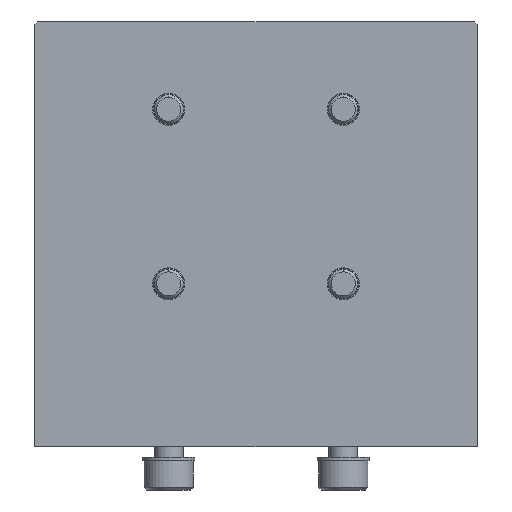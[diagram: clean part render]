
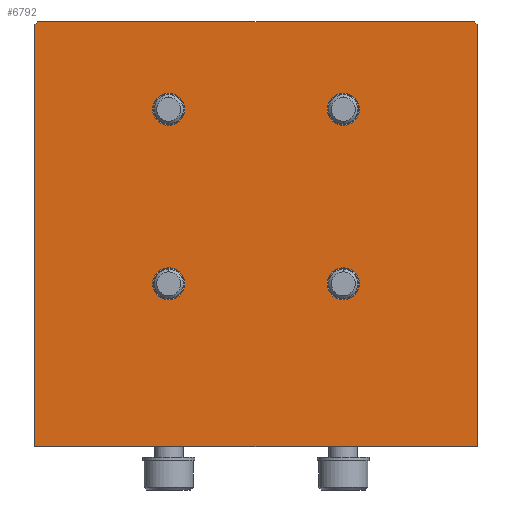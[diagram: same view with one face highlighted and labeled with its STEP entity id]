
A CAD part, front view. The second image highlights one B-rep face of the part: STEP entity #6792.
In plain terms, the highlighted planar face has unit normal (0, -1, 0).
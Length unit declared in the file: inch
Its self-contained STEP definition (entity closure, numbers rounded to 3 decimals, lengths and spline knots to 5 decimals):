
#33 = DIRECTION ( 'NONE',  ( 0., 0., -1. ) ) ;
#45 = AXIS2_PLACEMENT_3D ( 'NONE', #6776, #485, #536 ) ;
#93 = PLANE ( 'NONE',  #327 ) ;
#119 = LINE ( 'NONE', #713, #3545 ) ;
#136 = DIRECTION ( 'NONE',  ( 0., 1., 0. ) ) ;
#186 = ORIENTED_EDGE ( 'NONE', *, *, #7495, .F. ) ;
#214 = ORIENTED_EDGE ( 'NONE', *, *, #2252, .F. ) ;
#327 = AXIS2_PLACEMENT_3D ( 'NONE', #6078, #136, #6923 ) ;
#463 = VERTEX_POINT ( 'NONE', #7151 ) ;
#485 = DIRECTION ( 'NONE',  ( 0., -1., 0. ) ) ;
#489 = DIRECTION ( 'NONE',  ( -0.707, 0., -0.707 ) ) ;
#528 = LINE ( 'NONE', #4623, #5087 ) ;
#536 = DIRECTION ( 'NONE',  ( 0., 0., -1. ) ) ;
#560 = CARTESIAN_POINT ( 'NONE',  ( 0.59055, 0., 0.99409 ) ) ;
#641 = LINE ( 'NONE', #6922, #7586 ) ;
#650 = LINE ( 'NONE', #4694, #740 ) ;
#713 = CARTESIAN_POINT ( 'NONE',  ( 1.49606, 0., 0. ) ) ;
#740 = VECTOR ( 'NONE', #2695, 39.37008 ) ;
#760 = CARTESIAN_POINT ( 'NONE',  ( 0.59055, 0., 2.1752 ) ) ;
#844 = DIRECTION ( 'NONE',  ( 0., 0., -1. ) ) ;
#943 = VERTEX_POINT ( 'NONE', #3674 ) ;
#959 = DIRECTION ( 'NONE',  ( 0., 0., -1. ) ) ;
#994 = DIRECTION ( 'NONE',  ( 0., 0., -1. ) ) ;
#1193 = DIRECTION ( 'NONE',  ( 0., -1., 0. ) ) ;
#1278 = EDGE_CURVE ( 'NONE', #3237, #4308, #3261, .T. ) ;
#1279 = DIRECTION ( 'NONE',  ( 0., 0., -1. ) ) ;
#1328 = CARTESIAN_POINT ( 'NONE',  ( -0.59055, 0., 1.10236 ) ) ;
#1347 = AXIS2_PLACEMENT_3D ( 'NONE', #2824, #1524, #6882 ) ;
#1524 = DIRECTION ( 'NONE',  ( 0., -1., 0. ) ) ;
#1536 = EDGE_CURVE ( 'NONE', #3363, #6099, #119, .T. ) ;
#1700 = ORIENTED_EDGE ( 'NONE', *, *, #7107, .F. ) ;
#1716 = ORIENTED_EDGE ( 'NONE', *, *, #4526, .F. ) ;
#1811 = EDGE_CURVE ( 'NONE', #4551, #6099, #528, .T. ) ;
#1841 = FACE_BOUND ( 'NONE', #8167, .T. ) ;
#1949 = DIRECTION ( 'NONE',  ( 0., -1., 0. ) ) ;
#1990 = EDGE_CURVE ( 'NONE', #3900, #4170, #4958, .T. ) ;
#2023 = EDGE_CURVE ( 'NONE', #4170, #3900, #2977, .T. ) ;
#2226 = CARTESIAN_POINT ( 'NONE',  ( -1.49606, 0., 0. ) ) ;
#2235 = EDGE_LOOP ( 'NONE', ( #1716, #2930 ) ) ;
#2252 = EDGE_CURVE ( 'NONE', #4551, #4308, #650, .T. ) ;
#2357 = ORIENTED_EDGE ( 'NONE', *, *, #1536, .F. ) ;
#2413 = ORIENTED_EDGE ( 'NONE', *, *, #7163, .F. ) ;
#2414 = AXIS2_PLACEMENT_3D ( 'NONE', #6678, #2707, #1279 ) ;
#2443 = ORIENTED_EDGE ( 'NONE', *, *, #1278, .T. ) ;
#2695 = DIRECTION ( 'NONE',  ( 0., 0., 1. ) ) ;
#2700 = CARTESIAN_POINT ( 'NONE',  ( -0.59055, 0., 1.10236 ) ) ;
#2707 = DIRECTION ( 'NONE',  ( 0., -1., 0. ) ) ;
#2764 = CIRCLE ( 'NONE', #45, 0.10827 ) ;
#2824 = CARTESIAN_POINT ( 'NONE',  ( 0.59055, 0., 2.28346 ) ) ;
#2899 = CIRCLE ( 'NONE', #7878, 0.10827 ) ;
#2930 = ORIENTED_EDGE ( 'NONE', *, *, #3240, .F. ) ;
#2977 = CIRCLE ( 'NONE', #7961, 0.10827 ) ;
#3002 = VECTOR ( 'NONE', #7786, 39.37008 ) ;
#3222 = EDGE_LOOP ( 'NONE', ( #2413, #4146 ) ) ;
#3237 = VERTEX_POINT ( 'NONE', #8202 ) ;
#3240 = EDGE_CURVE ( 'NONE', #4374, #3558, #5113, .T. ) ;
#3261 = LINE ( 'NONE', #3303, #8831 ) ;
#3288 = DIRECTION ( 'NONE',  ( 0., 0., -1. ) ) ;
#3292 = DIRECTION ( 'NONE',  ( 1., 0., 0. ) ) ;
#3303 = CARTESIAN_POINT ( 'NONE',  ( -1.47638, 0., 2.87402 ) ) ;
#3363 = VERTEX_POINT ( 'NONE', #4182 ) ;
#3372 = ORIENTED_EDGE ( 'NONE', *, *, #1990, .F. ) ;
#3451 = CARTESIAN_POINT ( 'NONE',  ( 1.47638, 0., 2.87402 ) ) ;
#3452 = EDGE_CURVE ( 'NONE', #6820, #3363, #8545, .T. ) ;
#3545 = VECTOR ( 'NONE', #33, 39.37008 ) ;
#3558 = VERTEX_POINT ( 'NONE', #560 ) ;
#3674 = CARTESIAN_POINT ( 'NONE',  ( -0.59055, 0., 1.21063 ) ) ;
#3871 = CIRCLE ( 'NONE', #5294, 0.10827 ) ;
#3889 = VERTEX_POINT ( 'NONE', #760 ) ;
#3900 = VERTEX_POINT ( 'NONE', #7578 ) ;
#4146 = ORIENTED_EDGE ( 'NONE', *, *, #7936, .F. ) ;
#4170 = VERTEX_POINT ( 'NONE', #4800 ) ;
#4182 = CARTESIAN_POINT ( 'NONE',  ( 1.49606, 0., 2.85433 ) ) ;
#4308 = VERTEX_POINT ( 'NONE', #6325 ) ;
#4351 = DIRECTION ( 'NONE',  ( 0., -1., 0. ) ) ;
#4374 = VERTEX_POINT ( 'NONE', #8745 ) ;
#4526 = EDGE_CURVE ( 'NONE', #3558, #4374, #3871, .T. ) ;
#4551 = VERTEX_POINT ( 'NONE', #2226 ) ;
#4556 = FACE_BOUND ( 'NONE', #3222, .T. ) ;
#4623 = CARTESIAN_POINT ( 'NONE',  ( 1.49606, 0., 0. ) ) ;
#4673 = DIRECTION ( 'NONE',  ( 0., 0., -1. ) ) ;
#4694 = CARTESIAN_POINT ( 'NONE',  ( -1.49606, 0., 2.87402 ) ) ;
#4741 = ORIENTED_EDGE ( 'NONE', *, *, #1811, .T. ) ;
#4800 = CARTESIAN_POINT ( 'NONE',  ( -0.59055, 0., 2.1752 ) ) ;
#4924 = CARTESIAN_POINT ( 'NONE',  ( -0.59055, 0., 2.28346 ) ) ;
#4958 = CIRCLE ( 'NONE', #5675, 0.10827 ) ;
#5013 = CARTESIAN_POINT ( 'NONE',  ( 1.49606, 0., 0. ) ) ;
#5050 = EDGE_LOOP ( 'NONE', ( #5189, #3372 ) ) ;
#5087 = VECTOR ( 'NONE', #3292, 39.37008 ) ;
#5113 = CIRCLE ( 'NONE', #2414, 0.10827 ) ;
#5189 = ORIENTED_EDGE ( 'NONE', *, *, #2023, .F. ) ;
#5223 = FACE_OUTER_BOUND ( 'NONE', #5564, .T. ) ;
#5294 = AXIS2_PLACEMENT_3D ( 'NONE', #7042, #5655, #844 ) ;
#5564 = EDGE_LOOP ( 'NONE', ( #7739, #5798, #2443, #214, #4741, #2357 ) ) ;
#5584 = EDGE_CURVE ( 'NONE', #3237, #6820, #641, .T. ) ;
#5655 = DIRECTION ( 'NONE',  ( 0., -1., 0. ) ) ;
#5675 = AXIS2_PLACEMENT_3D ( 'NONE', #8454, #4351, #959 ) ;
#5755 = CIRCLE ( 'NONE', #1347, 0.10827 ) ;
#5798 = ORIENTED_EDGE ( 'NONE', *, *, #5584, .F. ) ;
#6078 = CARTESIAN_POINT ( 'NONE',  ( 1.49606, 0., 2.87402 ) ) ;
#6099 = VERTEX_POINT ( 'NONE', #5013 ) ;
#6165 = DIRECTION ( 'NONE',  ( 1., 0., 0. ) ) ;
#6325 = CARTESIAN_POINT ( 'NONE',  ( -1.49606, 0., 2.85433 ) ) ;
#6399 = DIRECTION ( 'NONE',  ( 0., -1., 0. ) ) ;
#6425 = VERTEX_POINT ( 'NONE', #7472 ) ;
#6678 = CARTESIAN_POINT ( 'NONE',  ( 0.59055, 0., 1.10236 ) ) ;
#6776 = CARTESIAN_POINT ( 'NONE',  ( 0.59055, 0., 2.28346 ) ) ;
#6792 = ADVANCED_FACE ( 'NONE', ( #5223, #7951, #1841, #4556, #7277 ), #93, .F. ) ;
#6820 = VERTEX_POINT ( 'NONE', #3451 ) ;
#6882 = DIRECTION ( 'NONE',  ( 0., 0., -1. ) ) ;
#6922 = CARTESIAN_POINT ( 'NONE',  ( 1.49606, 0., 2.87402 ) ) ;
#6923 = DIRECTION ( 'NONE',  ( 0., 0., 1. ) ) ;
#7042 = CARTESIAN_POINT ( 'NONE',  ( 0.59055, 0., 1.10236 ) ) ;
#7107 = EDGE_CURVE ( 'NONE', #6425, #943, #2899, .T. ) ;
#7151 = CARTESIAN_POINT ( 'NONE',  ( 0.59055, 0., 2.39173 ) ) ;
#7163 = EDGE_CURVE ( 'NONE', #3889, #463, #2764, .T. ) ;
#7277 = FACE_BOUND ( 'NONE', #5050, .T. ) ;
#7472 = CARTESIAN_POINT ( 'NONE',  ( -0.59055, 0., 0.99409 ) ) ;
#7495 = EDGE_CURVE ( 'NONE', #943, #6425, #8044, .T. ) ;
#7578 = CARTESIAN_POINT ( 'NONE',  ( -0.59055, 0., 2.39173 ) ) ;
#7586 = VECTOR ( 'NONE', #6165, 39.37008 ) ;
#7739 = ORIENTED_EDGE ( 'NONE', *, *, #3452, .F. ) ;
#7786 = DIRECTION ( 'NONE',  ( 0.707, 0., -0.707 ) ) ;
#7878 = AXIS2_PLACEMENT_3D ( 'NONE', #1328, #1193, #4673 ) ;
#7936 = EDGE_CURVE ( 'NONE', #463, #3889, #5755, .T. ) ;
#7951 = FACE_BOUND ( 'NONE', #2235, .T. ) ;
#7961 = AXIS2_PLACEMENT_3D ( 'NONE', #4924, #6399, #994 ) ;
#8044 = CIRCLE ( 'NONE', #8330, 0.10827 ) ;
#8167 = EDGE_LOOP ( 'NONE', ( #1700, #186 ) ) ;
#8202 = CARTESIAN_POINT ( 'NONE',  ( -1.47638, 0., 2.87402 ) ) ;
#8330 = AXIS2_PLACEMENT_3D ( 'NONE', #2700, #1949, #3288 ) ;
#8454 = CARTESIAN_POINT ( 'NONE',  ( -0.59055, 0., 2.28346 ) ) ;
#8545 = LINE ( 'NONE', #8587, #3002 ) ;
#8587 = CARTESIAN_POINT ( 'NONE',  ( 1.47638, 0., 2.87402 ) ) ;
#8745 = CARTESIAN_POINT ( 'NONE',  ( 0.59055, 0., 1.21063 ) ) ;
#8831 = VECTOR ( 'NONE', #489, 39.37008 ) ;
